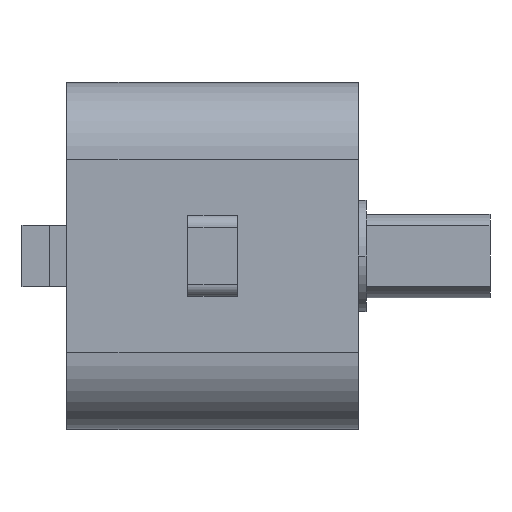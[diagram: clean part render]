
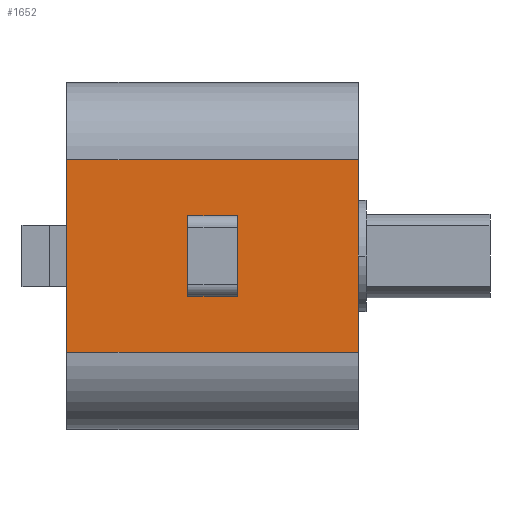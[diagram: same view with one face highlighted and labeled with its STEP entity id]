
A CAD part, front view. The second image highlights one B-rep face of the part: STEP entity #1652.
In plain terms, the highlighted planar face has unit normal (0, -1, 0).
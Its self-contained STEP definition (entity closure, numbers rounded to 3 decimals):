
#321=DIRECTION('',(0.,0.,1.));
#322=VECTOR('',#321,5.2);
#323=CARTESIAN_POINT('',(-1.6,0.,-2.6));
#324=LINE('',#323,#322);
#325=DIRECTION('',(-1.,0.,0.));
#326=VECTOR('',#325,3.2);
#327=CARTESIAN_POINT('',(1.6,0.,-2.6));
#328=LINE('',#327,#326);
#329=DIRECTION('',(0.,0.,1.));
#330=VECTOR('',#329,5.2);
#331=CARTESIAN_POINT('',(1.6,0.,-2.6));
#332=LINE('',#331,#330);
#333=DIRECTION('',(-1.,0.,0.));
#334=VECTOR('',#333,3.2);
#335=CARTESIAN_POINT('',(1.6,0.,2.6));
#336=LINE('',#335,#334);
#337=DIRECTION('',(1.,0.,0.));
#338=VECTOR('',#337,18.8);
#339=CARTESIAN_POINT('',(-9.4,0.,-6.2));
#340=LINE('',#339,#338);
#341=DIRECTION('',(0.,0.,1.));
#342=VECTOR('',#341,12.4);
#343=CARTESIAN_POINT('',(-9.4,0.,-6.2));
#344=LINE('',#343,#342);
#345=DIRECTION('',(-1.,0.,0.));
#346=VECTOR('',#345,18.8);
#347=CARTESIAN_POINT('',(9.4,0.,6.2));
#348=LINE('',#347,#346);
#349=DIRECTION('',(0.,0.,-1.));
#350=VECTOR('',#349,12.4);
#351=CARTESIAN_POINT('',(9.4,0.,6.2));
#352=LINE('',#351,#350);
#1425=CARTESIAN_POINT('',(-1.6,0.,-2.6));
#1426=CARTESIAN_POINT('',(-1.6,0.,2.6));
#1427=VERTEX_POINT('',#1425);
#1428=VERTEX_POINT('',#1426);
#1429=CARTESIAN_POINT('',(1.6,0.,-2.6));
#1430=CARTESIAN_POINT('',(1.6,0.,2.6));
#1431=VERTEX_POINT('',#1429);
#1432=VERTEX_POINT('',#1430);
#1473=CARTESIAN_POINT('',(9.4,0.,-6.2));
#1475=VERTEX_POINT('',#1473);
#1479=CARTESIAN_POINT('',(-9.4,0.,-6.2));
#1480=VERTEX_POINT('',#1479);
#1481=CARTESIAN_POINT('',(-9.4,0.,6.2));
#1483=VERTEX_POINT('',#1481);
#1487=CARTESIAN_POINT('',(9.4,0.,6.2));
#1488=VERTEX_POINT('',#1487);
#1627=CARTESIAN_POINT('',(0.,0.,0.));
#1628=DIRECTION('',(0.,1.,0.));
#1629=DIRECTION('',(1.,0.,0.));
#1630=AXIS2_PLACEMENT_3D('',#1627,#1628,#1629);
#1631=PLANE('',#1630);
#1633=ORIENTED_EDGE('',*,*,#1632,.F.);
#1635=ORIENTED_EDGE('',*,*,#1634,.T.);
#1637=ORIENTED_EDGE('',*,*,#1636,.F.);
#1639=ORIENTED_EDGE('',*,*,#1638,.T.);
#1640=EDGE_LOOP('',(#1633,#1635,#1637,#1639));
#1641=FACE_OUTER_BOUND('',#1640,.F.);
#1643=ORIENTED_EDGE('',*,*,#1642,.F.);
#1645=ORIENTED_EDGE('',*,*,#1644,.F.);
#1647=ORIENTED_EDGE('',*,*,#1646,.T.);
#1649=ORIENTED_EDGE('',*,*,#1648,.T.);
#1650=EDGE_LOOP('',(#1643,#1645,#1647,#1649));
#1651=FACE_BOUND('',#1650,.F.);
#1652=ADVANCED_FACE('',(#1641,#1651),#1631,.F.);
#1632=EDGE_CURVE('',#1480,#1475,#340,.T.);
#1634=EDGE_CURVE('',#1480,#1483,#344,.T.);
#1636=EDGE_CURVE('',#1488,#1483,#348,.T.);
#1638=EDGE_CURVE('',#1488,#1475,#352,.T.);
#1642=EDGE_CURVE('',#1427,#1428,#324,.T.);
#1644=EDGE_CURVE('',#1431,#1427,#328,.T.);
#1646=EDGE_CURVE('',#1431,#1432,#332,.T.);
#1648=EDGE_CURVE('',#1432,#1428,#336,.T.);
